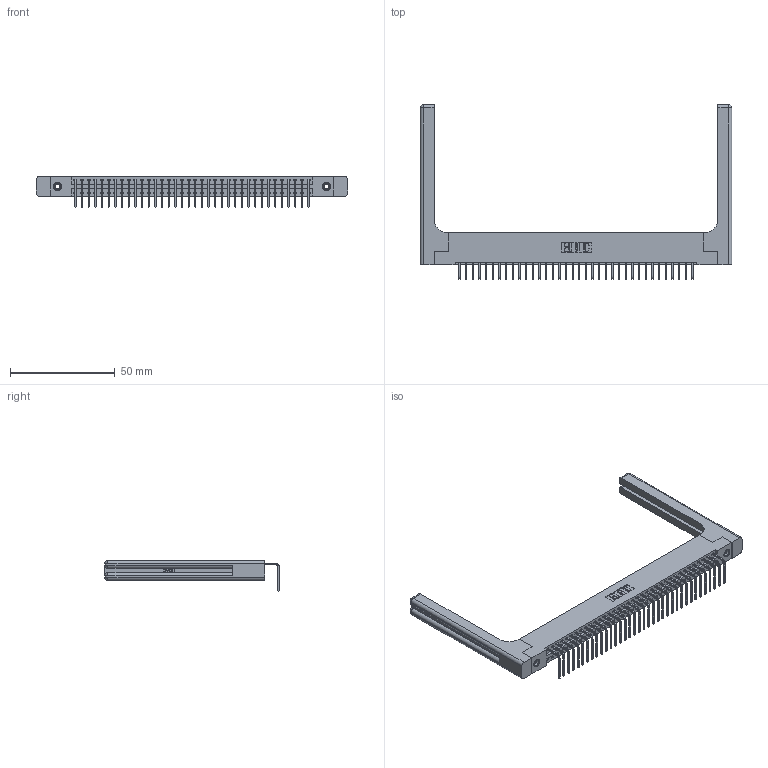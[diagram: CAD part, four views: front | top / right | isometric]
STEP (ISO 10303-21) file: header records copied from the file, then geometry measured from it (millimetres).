
FILE_DESCRIPTION (( 'STEP AP203' ), '1' );
FILE_NAME ('396-036-558-158.STEP', '2019-11-01T07:24:53', ( '' ), ( '' ), 'SwSTEP 2.0', 'SolidWorks 2016', '' );
FILE_SCHEMA (( 'CONFIG_CONTROL_DESIGN' ));
Length unit declared in the file: inch
Products named in the file (5): 346-220-058_345-220-058; 396-036-558-158; 346 Part_Flush Mounting Lugs - 0.156 Dia-TH; 345-292-001_558 Tail - 2; 345-250-001_345-250-001-102
Assembly tree (41 placements, depth 2):
  396-036-558-158
    346 Part_Flush Mounting Lugs - 0.156 Dia-TH
    345-292-001_558 Tail - 2  x36
    345-250-001_345-250-001-102  x2
    346-220-058_345-220-058  x2
Bounding box: 148.36 x 83.12 x 14.73 mm (x, y, z)
Volume: 21798.5 mm3; surface area: 23668.6 mm2
Topology: 41 solids, 41 shells, 2538 faces, 7547 edges, 4962 vertices
Faces by surface type: plane 1736, cylinder 742, bspline 36, cone 12, sphere 8, torus 4
Entity records: 28416 total; most frequent: CARTESIAN_POINT 5853, ORIENTED_EDGE 4620, DIRECTION 4102, EDGE_CURVE 2310, VECTOR 1942, LINE 1942, VERTEX_POINT 1530, AXIS2_PLACEMENT_3D 1080
